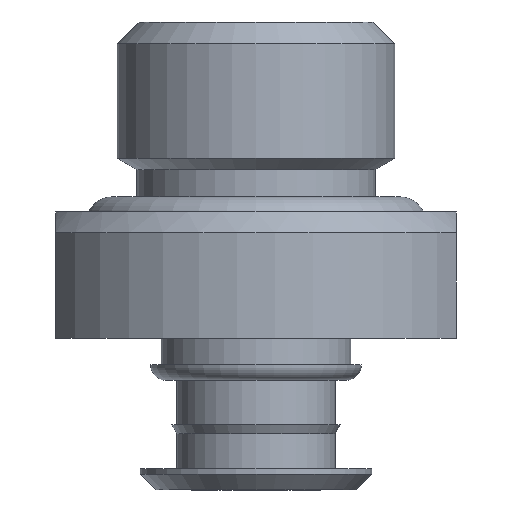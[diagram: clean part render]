
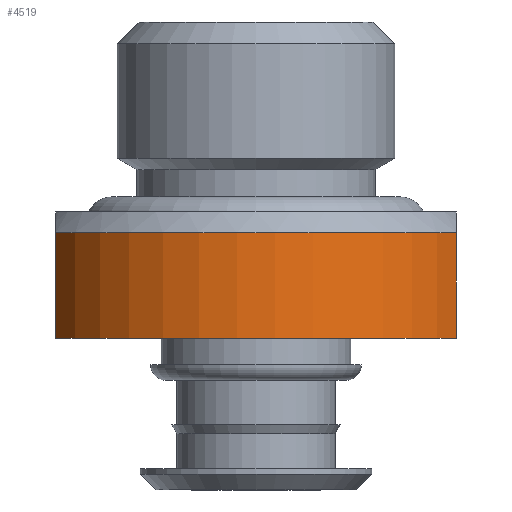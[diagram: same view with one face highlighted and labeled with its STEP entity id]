
A CAD part, front view. The second image highlights one B-rep face of the part: STEP entity #4519.
In plain terms, the highlighted cylindrical face has radius 10.5 mm (diameter 21 mm), a partial arc.
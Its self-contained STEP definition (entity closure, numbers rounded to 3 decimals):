
#4519 = ADVANCED_FACE( '', ( #6733 ), #6734, .T. );
#6733 = FACE_OUTER_BOUND( '', #12921, .T. );
#6734 = CYLINDRICAL_SURFACE( '', #12922, 10.5 );
#12921 = EDGE_LOOP( '', ( #15405, #15406, #15407, #15408 ) );
#12922 = AXIS2_PLACEMENT_3D( '', #15409, #15410, #15411 );
#15405 = ORIENTED_EDGE( '', *, *, #18829, .F. );
#15406 = ORIENTED_EDGE( '', *, *, #18826, .F. );
#15407 = ORIENTED_EDGE( '', *, *, #18845, .T. );
#15408 = ORIENTED_EDGE( '', *, *, #18837, .T. );
#15409 = CARTESIAN_POINT( '', ( 0., 0., -14.25 ) );
#15410 = DIRECTION( '', ( 0., 0., 1. ) );
#15411 = DIRECTION( '', ( -1., 0., 0. ) );
#18826 = EDGE_CURVE( '', #23670, #23666, #23672, .T. );
#18829 = EDGE_CURVE( '', #23666, #23677, #23678, .F. );
#18837 = EDGE_CURVE( '', #23690, #23677, #23691, .T. );
#18845 = EDGE_CURVE( '', #23670, #23690, #23704, .F. );
#23666 = VERTEX_POINT( '', #25871 );
#23670 = VERTEX_POINT( '', #25876 );
#23672 = CIRCLE( '', #25879, 10.5 );
#23677 = VERTEX_POINT( '', #25884 );
#23678 = LINE( '', #25885, #25886 );
#23690 = VERTEX_POINT( '', #25920 );
#23691 = CIRCLE( '', #25921, 10.5 );
#23704 = LINE( '', #25942, #25943 );
#25871 = CARTESIAN_POINT( '', ( -9.5, -4.472, -15. ) );
#25876 = CARTESIAN_POINT( '', ( 9.5, -4.472, -15. ) );
#25879 = AXIS2_PLACEMENT_3D( '', #26000, #26001, #26002 );
#25884 = CARTESIAN_POINT( '', ( -9.5, -4.472, -10. ) );
#25885 = CARTESIAN_POINT( '', ( -9.5, -4.472, -14.25 ) );
#25886 = VECTOR( '', #26009, 1000. );
#25920 = CARTESIAN_POINT( '', ( 9.5, -4.472, -10. ) );
#25921 = AXIS2_PLACEMENT_3D( '', #26020, #26021, #26022 );
#25942 = CARTESIAN_POINT( '', ( 9.5, -4.472, -14.25 ) );
#25943 = VECTOR( '', #26039, 1000. );
#26000 = CARTESIAN_POINT( '', ( 0., 0., -15. ) );
#26001 = DIRECTION( '', ( 0., 0., -1. ) );
#26002 = DIRECTION( '', ( -1., 0., 0. ) );
#26009 = DIRECTION( '', ( 0., 0., -1. ) );
#26020 = CARTESIAN_POINT( '', ( 0., 0., -10. ) );
#26021 = DIRECTION( '', ( 0., 0., -1. ) );
#26022 = DIRECTION( '', ( -1., 0., 0. ) );
#26039 = DIRECTION( '', ( 0., 0., -1. ) );
